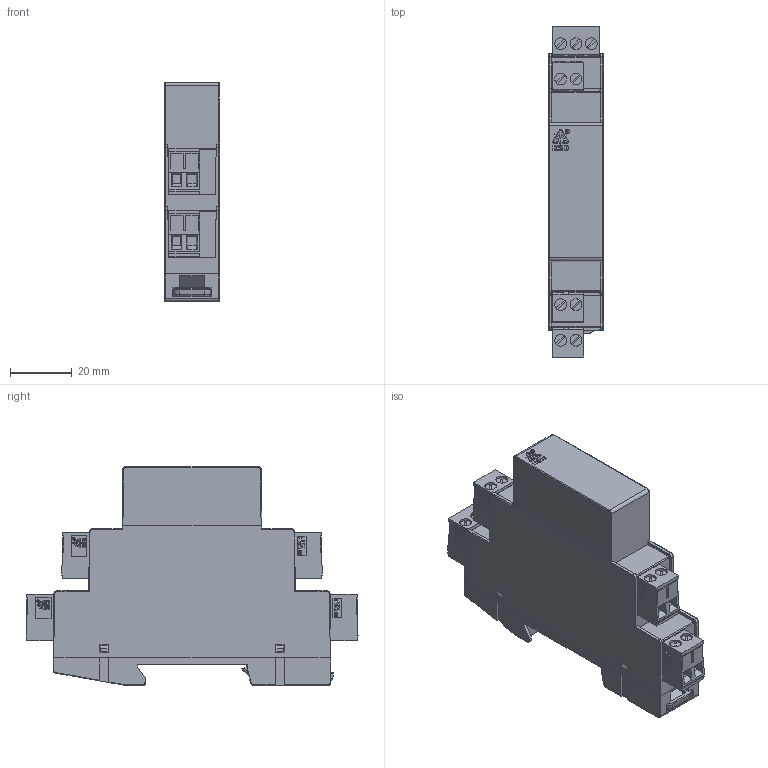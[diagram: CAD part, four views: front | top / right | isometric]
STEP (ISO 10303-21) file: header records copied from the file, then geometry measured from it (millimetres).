
FILE_DESCRIPTION (( 'STEP AP214' ), '1' );
FILE_NAME ('PS_00_RK6929_Step.STEP', '2025-08-06T13:50:33', ( '' ), ( '' ), 'SwSTEP 2.0', 'SolidWorks 2024', '' );
FILE_SCHEMA (( 'AUTOMOTIVE_DESIGN' ));
Length unit declared in the file: inch
Products named in the file (1): PS_00_RK6929_Step
Bounding box: 17.8 x 107.4 x 70.9 mm (x, y, z)
Volume: 85187.2 mm3; surface area: 24451.1 mm2
Topology: 1 solids, 1 shells, 2429 faces, 6655 edges, 4365 vertices
Faces by surface type: plane 1857, cylinder 491, bspline 28, cone 27, torus 24, sphere 2
Full cylindrical faces by diameter (mm): 0.758 x4, 0.819 x4, 1.263 x1, 1.365 x1, 3.5 x9, 3.8 x9
Entity records: 76818 total; most frequent: CARTESIAN_POINT 14868, ORIENTED_EDGE 13200, DIRECTION 12231, EDGE_CURVE 6600, VECTOR 5425, LINE 5425, VERTEX_POINT 4356, AXIS2_PLACEMENT_3D 3403
